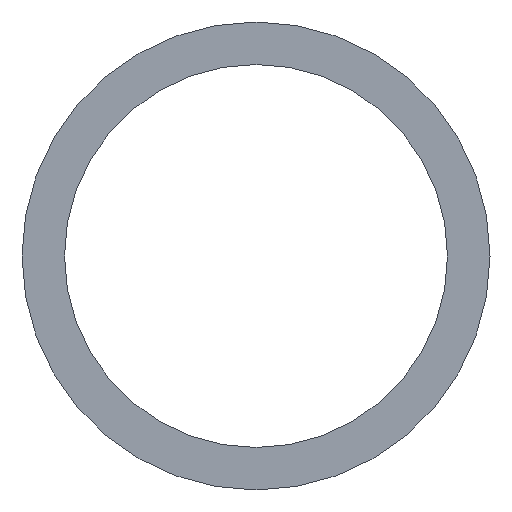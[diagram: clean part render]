
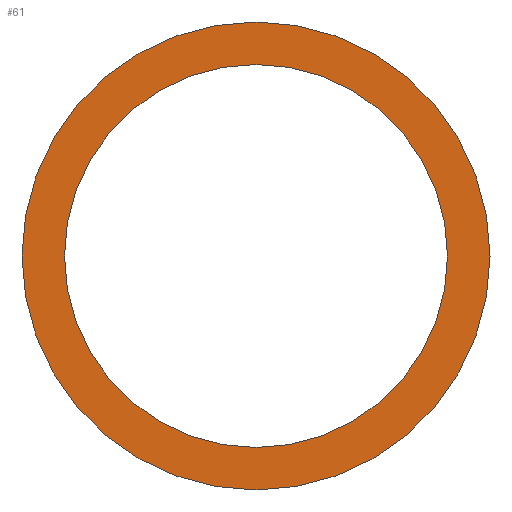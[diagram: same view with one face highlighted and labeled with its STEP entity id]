
A CAD part, left-side view. The second image highlights one B-rep face of the part: STEP entity #61.
In plain terms, the highlighted planar face has unit normal (-1, 0, 0).
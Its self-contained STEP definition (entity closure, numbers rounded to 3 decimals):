
#51 = VERTEX_POINT( '', #121 );
#53 = VERTEX_POINT( '', #123 );
#55 = EDGE_CURVE( '', #53, #51, #125, .T. );
#61 = ADVANCED_FACE( '', ( #133, #134 ), #135, .F. );
#65 = VERTEX_POINT( '', #140 );
#67 = EDGE_CURVE( '', #95, #65, #142, .T. );
#75 = EDGE_CURVE( '', #51, #53, #151, .T. );
#77 = EDGE_CURVE( '', #65, #95, #153, .T. );
#95 = VERTEX_POINT( '', #173 );
#121 = CARTESIAN_POINT( '', ( 0., 0., 257.8 ) );
#123 = CARTESIAN_POINT( '', ( 0., 0., -257.8 ) );
#125 = CIRCLE( '', #194, 257.8 );
#133 = FACE_OUTER_BOUND( '', #203, .T. );
#134 = FACE_BOUND( '', #204, .T. );
#135 = PLANE( '', #205 );
#140 = CARTESIAN_POINT( '', ( 0., 0., 315. ) );
#142 = CIRCLE( '', #213, 315. );
#151 = CIRCLE( '', #224, 257.8 );
#153 = CIRCLE( '', #227, 315. );
#173 = CARTESIAN_POINT( '', ( 0., 0., -315. ) );
#194 = AXIS2_PLACEMENT_3D( '', #266, #267, #268 );
#203 = EDGE_LOOP( '', ( #281, #282 ) );
#204 = EDGE_LOOP( '', ( #283, #284 ) );
#205 = AXIS2_PLACEMENT_3D( '', #285, #286, #287 );
#213 = AXIS2_PLACEMENT_3D( '', #296, #297, #298 );
#224 = AXIS2_PLACEMENT_3D( '', #310, #311, #312 );
#227 = AXIS2_PLACEMENT_3D( '', #313, #314, #315 );
#266 = CARTESIAN_POINT( '', ( 0., 0., 0. ) );
#267 = DIRECTION( '', ( 1., 0., 0. ) );
#268 = DIRECTION( '', ( 0., 0., -1. ) );
#281 = ORIENTED_EDGE( '', *, *, #67, .F. );
#282 = ORIENTED_EDGE( '', *, *, #77, .F. );
#283 = ORIENTED_EDGE( '', *, *, #55, .T. );
#284 = ORIENTED_EDGE( '', *, *, #75, .T. );
#285 = CARTESIAN_POINT( '', ( 0., 0., 0. ) );
#286 = DIRECTION( '', ( 1., 0., 0. ) );
#287 = DIRECTION( '', ( 0., 0., -1. ) );
#296 = CARTESIAN_POINT( '', ( 0., 0., 0. ) );
#297 = DIRECTION( '', ( 1., 0., 0. ) );
#298 = DIRECTION( '', ( 0., 0., -1. ) );
#310 = CARTESIAN_POINT( '', ( 0., 0., 0. ) );
#311 = DIRECTION( '', ( 1., 0., 0. ) );
#312 = DIRECTION( '', ( 0., 0., -1. ) );
#313 = CARTESIAN_POINT( '', ( 0., 0., 0. ) );
#314 = DIRECTION( '', ( 1., 0., 0. ) );
#315 = DIRECTION( '', ( 0., 0., -1. ) );
